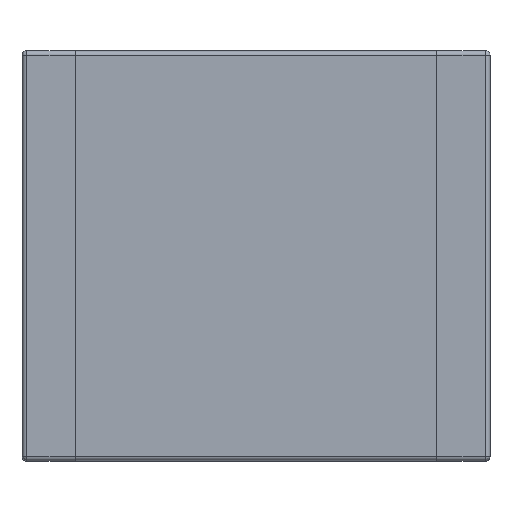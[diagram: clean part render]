
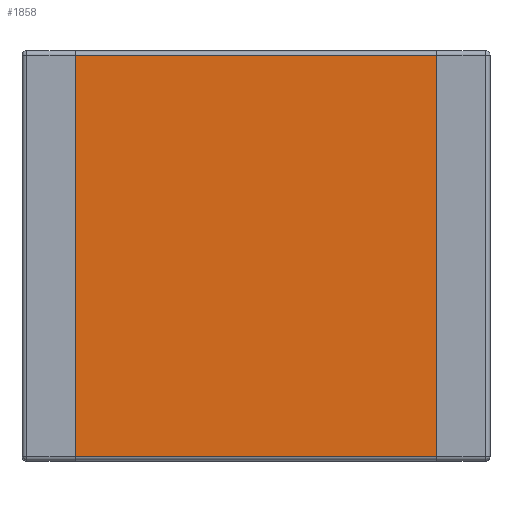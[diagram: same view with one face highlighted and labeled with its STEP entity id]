
A CAD part, top view. The second image highlights one B-rep face of the part: STEP entity #1858.
In plain terms, the highlighted planar face has unit normal (0, 0, 1).
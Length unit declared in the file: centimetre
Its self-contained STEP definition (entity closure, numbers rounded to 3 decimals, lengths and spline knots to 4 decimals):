
#13 = CARTESIAN_POINT ( 'NONE',  ( -0.22, -0.25, 0.2282 ) ) ;
#25 = LINE ( 'NONE', #13, #1824 ) ;
#73 = ORIENTED_EDGE ( 'NONE', *, *, #1413, .F. ) ;
#79 = VECTOR ( 'NONE', #780, 100. ) ;
#160 = PLANE ( 'NONE',  #1139 ) ;
#276 = LINE ( 'NONE', #1870, #304 ) ;
#289 = EDGE_CURVE ( 'NONE', #1724, #1817, #1072, .T. ) ;
#304 = VECTOR ( 'NONE', #804, 100. ) ;
#428 = FACE_OUTER_BOUND ( 'NONE', #1518, .T. ) ;
#599 = EDGE_CURVE ( 'NONE', #835, #1817, #276, .T. ) ;
#622 = CARTESIAN_POINT ( 'NONE',  ( 0., 0.2438, 0.2282 ) ) ;
#656 = DIRECTION ( 'NONE',  ( 0., 1., 0. ) ) ;
#780 = DIRECTION ( 'NONE',  ( 0., -1., 0. ) ) ;
#788 = LINE ( 'NONE', #622, #1201 ) ;
#803 = CARTESIAN_POINT ( 'NONE',  ( -0.22, 0.2438, 0.2282 ) ) ;
#804 = DIRECTION ( 'NONE',  ( 1., 0., 0. ) ) ;
#835 = VERTEX_POINT ( 'NONE', #1196 ) ;
#921 = CARTESIAN_POINT ( 'NONE',  ( 0.22, -0.2438, 0.2282 ) ) ;
#1072 = LINE ( 'NONE', #1833, #79 ) ;
#1139 = AXIS2_PLACEMENT_3D ( 'NONE', #1211, #1188, #1819 ) ;
#1149 = ORIENTED_EDGE ( 'NONE', *, *, #1653, .T. ) ;
#1170 = VERTEX_POINT ( 'NONE', #803 ) ;
#1188 = DIRECTION ( 'NONE',  ( 0., 0., 1. ) ) ;
#1196 = CARTESIAN_POINT ( 'NONE',  ( -0.22, -0.2438, 0.2282 ) ) ;
#1201 = VECTOR ( 'NONE', #1835, 100. ) ;
#1211 = CARTESIAN_POINT ( 'NONE',  ( 0., -0.2495, 0.2282 ) ) ;
#1413 = EDGE_CURVE ( 'NONE', #835, #1170, #25, .T. ) ;
#1489 = ORIENTED_EDGE ( 'NONE', *, *, #599, .T. ) ;
#1518 = EDGE_LOOP ( 'NONE', ( #1149, #73, #1489, #1640 ) ) ;
#1622 = CARTESIAN_POINT ( 'NONE',  ( 0.22, 0.2438, 0.2282 ) ) ;
#1640 = ORIENTED_EDGE ( 'NONE', *, *, #289, .F. ) ;
#1653 = EDGE_CURVE ( 'NONE', #1724, #1170, #788, .T. ) ;
#1724 = VERTEX_POINT ( 'NONE', #1622 ) ;
#1817 = VERTEX_POINT ( 'NONE', #921 ) ;
#1819 = DIRECTION ( 'NONE',  ( 1., 0., 0. ) ) ;
#1824 = VECTOR ( 'NONE', #656, 100. ) ;
#1833 = CARTESIAN_POINT ( 'NONE',  ( 0.22, -0.25, 0.2282 ) ) ;
#1835 = DIRECTION ( 'NONE',  ( -1., 0., 0. ) ) ;
#1858 = ADVANCED_FACE ( 'NONE', ( #428 ), #160, .T. ) ;
#1870 = CARTESIAN_POINT ( 'NONE',  ( 0., -0.2438, 0.2282 ) ) ;
